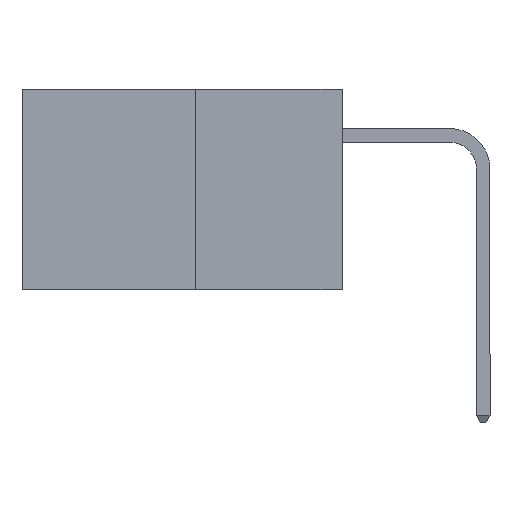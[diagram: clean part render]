
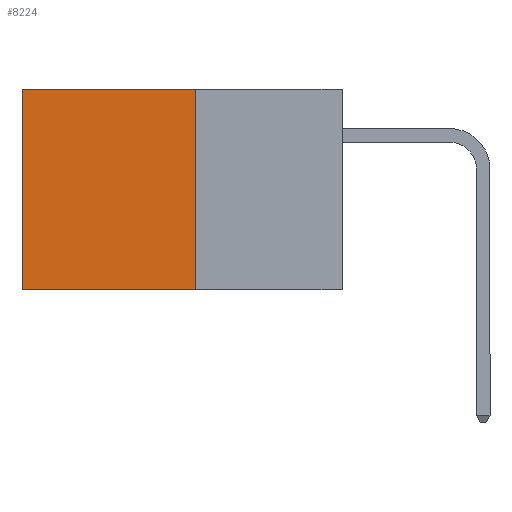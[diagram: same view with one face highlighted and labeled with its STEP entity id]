
A CAD part, left-side view. The second image highlights one B-rep face of the part: STEP entity #8224.
In plain terms, the highlighted planar face has unit normal (-1, 0, 0).
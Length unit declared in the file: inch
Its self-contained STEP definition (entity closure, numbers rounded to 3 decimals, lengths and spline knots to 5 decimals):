
#53 = VECTOR ( 'NONE', #936, 39.37008 ) ;
#936 = DIRECTION ( 'NONE',  ( 0., 0., -1. ) ) ;
#945 = CARTESIAN_POINT ( 'NONE',  ( 0.277, 0.59, -0.37 ) ) ;
#1144 = DIRECTION ( 'NONE',  ( 0., 0., -1. ) ) ;
#1162 = CARTESIAN_POINT ( 'NONE',  ( 0.277, 0.27, -0.37 ) ) ;
#1732 = ORIENTED_EDGE ( 'NONE', *, *, #3007, .F. ) ;
#2854 = AXIS2_PLACEMENT_3D ( 'NONE', #8610, #3744, #9417 ) ;
#3007 = EDGE_CURVE ( 'NONE', #4454, #7902, #6319, .T. ) ;
#3162 = EDGE_CURVE ( 'NONE', #7902, #3909, #6936, .T. ) ;
#3744 = DIRECTION ( 'NONE',  ( 1., 0., 0. ) ) ;
#3909 = VERTEX_POINT ( 'NONE', #7807 ) ;
#4301 = VERTEX_POINT ( 'NONE', #6310 ) ;
#4454 = VERTEX_POINT ( 'NONE', #10638 ) ;
#4688 = EDGE_CURVE ( 'NONE', #4454, #4301, #9232, .T. ) ;
#4754 = LINE ( 'NONE', #945, #53 ) ;
#4836 = VECTOR ( 'NONE', #10475, 39.37008 ) ;
#5179 = VECTOR ( 'NONE', #9388, 39.37008 ) ;
#5755 = CARTESIAN_POINT ( 'NONE',  ( 0.277, 0.27, -0.37 ) ) ;
#6120 = PLANE ( 'NONE',  #2854 ) ;
#6310 = CARTESIAN_POINT ( 'NONE',  ( 0.277, 0.59, 0. ) ) ;
#6319 = LINE ( 'NONE', #1162, #8761 ) ;
#6352 = EDGE_CURVE ( 'NONE', #4301, #3909, #4754, .T. ) ;
#6936 = LINE ( 'NONE', #10846, #4836 ) ;
#7184 = FACE_OUTER_BOUND ( 'NONE', #9631, .T. ) ;
#7255 = ORIENTED_EDGE ( 'NONE', *, *, #4688, .T. ) ;
#7807 = CARTESIAN_POINT ( 'NONE',  ( 0.277, 0.59, -0.37 ) ) ;
#7902 = VERTEX_POINT ( 'NONE', #5755 ) ;
#8224 = ADVANCED_FACE ( 'NONE', ( #7184 ), #6120, .F. ) ;
#8610 = CARTESIAN_POINT ( 'NONE',  ( 0.277, 0.27, -0.37 ) ) ;
#8761 = VECTOR ( 'NONE', #1144, 39.37008 ) ;
#9232 = LINE ( 'NONE', #9381, #5179 ) ;
#9381 = CARTESIAN_POINT ( 'NONE',  ( 0.277, 0.27, 0. ) ) ;
#9388 = DIRECTION ( 'NONE',  ( 0., 1., 0. ) ) ;
#9417 = DIRECTION ( 'NONE',  ( 0., 0., -1. ) ) ;
#9631 = EDGE_LOOP ( 'NONE', ( #10666, #10481, #1732, #7255 ) ) ;
#10475 = DIRECTION ( 'NONE',  ( 0., 1., 0. ) ) ;
#10481 = ORIENTED_EDGE ( 'NONE', *, *, #3162, .F. ) ;
#10638 = CARTESIAN_POINT ( 'NONE',  ( 0.277, 0.27, 0. ) ) ;
#10666 = ORIENTED_EDGE ( 'NONE', *, *, #6352, .T. ) ;
#10846 = CARTESIAN_POINT ( 'NONE',  ( 0.277, 0.27, -0.37 ) ) ;
